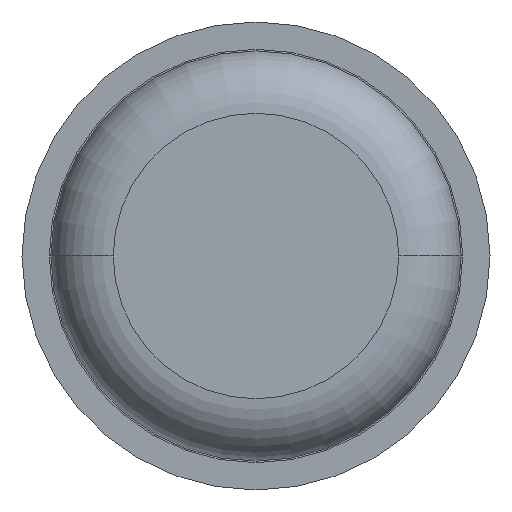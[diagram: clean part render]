
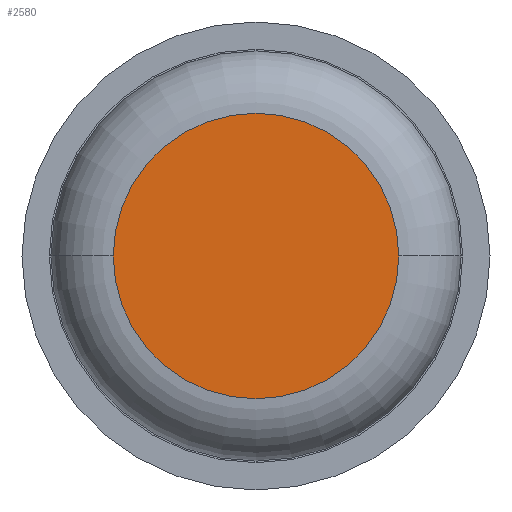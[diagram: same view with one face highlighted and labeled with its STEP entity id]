
A CAD part, front view. The second image highlights one B-rep face of the part: STEP entity #2580.
In plain terms, the highlighted planar face has unit normal (0, -1, 0).
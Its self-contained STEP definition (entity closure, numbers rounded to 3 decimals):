
#272 = AXIS2_PLACEMENT_3D ( 'NONE', #1855, #3051, #3665 ) ;
#466 = CARTESIAN_POINT ( 'NONE',  ( 0.915, 0., 0. ) ) ;
#601 = CARTESIAN_POINT ( 'NONE',  ( 0., 0., 0. ) ) ;
#717 = EDGE_LOOP ( 'NONE', ( #2251, #1781 ) ) ;
#805 = CIRCLE ( 'NONE', #1728, 0.915 ) ;
#955 = PLANE ( 'NONE',  #272 ) ;
#957 = VERTEX_POINT ( 'NONE', #3526 ) ;
#962 = CARTESIAN_POINT ( 'NONE',  ( 0., 0., 0. ) ) ;
#1263 = DIRECTION ( 'NONE',  ( -1., 0., 0. ) ) ;
#1652 = AXIS2_PLACEMENT_3D ( 'NONE', #962, #3070, #1263 ) ;
#1728 = AXIS2_PLACEMENT_3D ( 'NONE', #601, #2715, #2435 ) ;
#1781 = ORIENTED_EDGE ( 'NONE', *, *, #3556, .T. ) ;
#1855 = CARTESIAN_POINT ( 'NONE',  ( 0., 0., 0. ) ) ;
#2251 = ORIENTED_EDGE ( 'NONE', *, *, #3392, .T. ) ;
#2427 = CIRCLE ( 'NONE', #1652, 0.915 ) ;
#2435 = DIRECTION ( 'NONE',  ( -1., 0., 0. ) ) ;
#2580 = ADVANCED_FACE ( 'Defeature ausgef�hrt1_6', ( #3214 ), #955, .F. ) ;
#2715 = DIRECTION ( 'NONE',  ( 0., -1., 0. ) ) ;
#3051 = DIRECTION ( 'NONE',  ( 0., 1., 0. ) ) ;
#3070 = DIRECTION ( 'NONE',  ( 0., -1., 0. ) ) ;
#3214 = FACE_OUTER_BOUND ( 'NONE', #717, .T. ) ;
#3392 = EDGE_CURVE ( 'Defeature ausgef�hrt1_6+Defeature ausgef�hrt1_7+Defeature ausgef�hrt1_7+Defeature ausgef�hrt1_7', #957, #3611, #805, .T. ) ;
#3526 = CARTESIAN_POINT ( 'NONE',  ( -0.915, 0., 0. ) ) ;
#3556 = EDGE_CURVE ( 'Defeature ausgef�hrt1_6+Defeature ausgef�hrt1_7+Defeature ausgef�hrt1_7+Defeature ausgef�hrt1_7', #3611, #957, #2427, .T. ) ;
#3611 = VERTEX_POINT ( 'NONE', #466 ) ;
#3665 = DIRECTION ( 'NONE',  ( -1., 0., 0. ) ) ;
